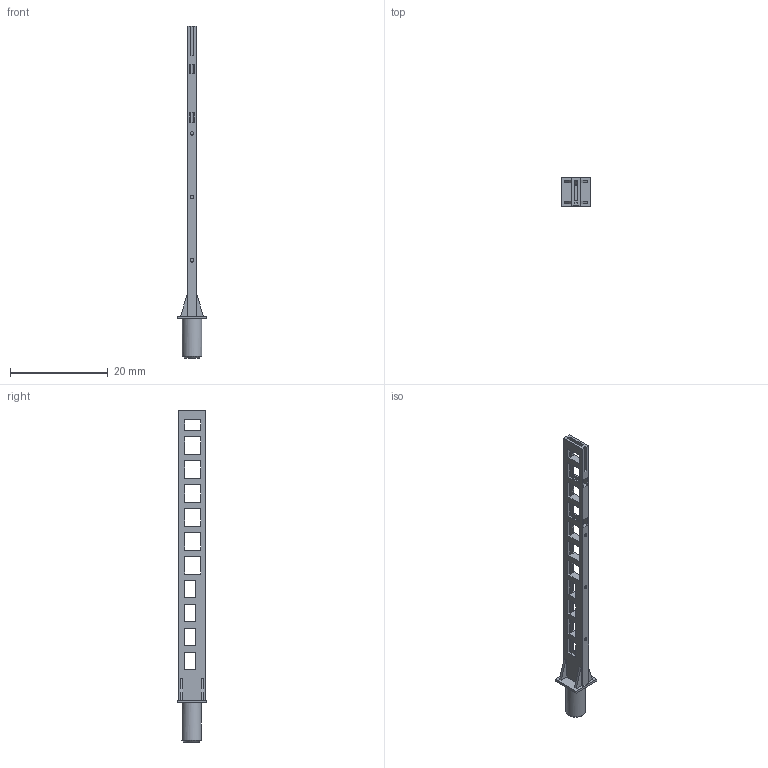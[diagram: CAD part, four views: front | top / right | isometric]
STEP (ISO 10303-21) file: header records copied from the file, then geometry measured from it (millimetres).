
FILE_DESCRIPTION(('FreeCAD Model'),'2;1');
FILE_NAME('Open CASCADE Shape Model','2026-01-25T19:24:57',('FreeCAD'),( 'FreeCAD'),'Open CASCADE STEP processor 7.6','FreeCAD','Unknown');
FILE_SCHEMA(('AUTOMOTIVE_DESIGN { 1 0 10303 214 1 1 1 1 }'));
Length unit declared in the file: millimetre
Products named in the file (1): Open CASCADE STEP translator 7.6 1
Bounding box: 6 x 6 x 68 mm (x, y, z)
Volume: 426.6 mm3; surface area: 1324.3 mm2
Topology: 1 solids, 1 shells, 129 faces, 453 edges, 306 vertices
Faces by surface type: plane 122, cylinder 6, cone 1
Full cylindrical faces by diameter (mm): 0.75 x3, 4 x1
Entity records: 10881 total; most frequent: CARTESIAN_POINT 1929, DIRECTION 1623, LINE 1307, VECTOR 1307, ORIENTED_EDGE 906, PCURVE 906, DEFINITIONAL_REPRESENTATION 906, EDGE_CURVE 453
